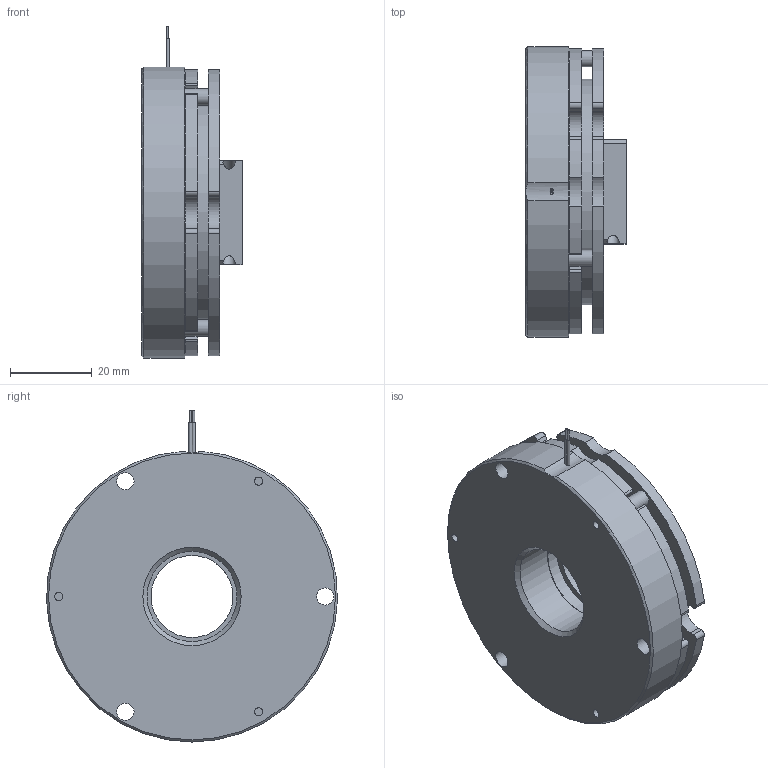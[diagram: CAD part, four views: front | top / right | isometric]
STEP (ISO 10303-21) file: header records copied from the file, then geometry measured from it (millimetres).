
FILE_DESCRIPTION (( 'STEP AP203' ), '1' );
FILE_NAME ('20340 - UTSEB-280-24.7-M20.STEP', '2021-10-08T15:22:19', ( '' ), ( '' ), 'SwSTEP 2.0', 'SolidWorks 2021', '' );
FILE_SCHEMA (( 'CONFIG_CONTROL_DESIGN' ));
Length unit declared in the file: millimetre
Products named in the file (7): 20340 HUB; 20340 ARMATURE; 20340 BACKPLATE; 20340 - UTSEB-280-24.7-M20; 20340 MAGBODY; 20340 FRICTION DISC; 20340 SPACER
Assembly tree (8 placements, depth 2):
  20340 - UTSEB-280-24.7-M20
    20340 MAGBODY
    20340 ARMATURE
    20340 FRICTION DISC
    20340 BACKPLATE
    20340 SPACER  x3
    20340 HUB
Bounding box: 24.5 x 70.97 x 81 mm (x, y, z)
Volume: 62178.4 mm3; surface area: 31520.1 mm2
Topology: 9 solids, 9 shells, 122 faces, 307 edges, 204 vertices
Faces by surface type: cylinder 65, plane 55, cone 2
Full cylindrical faces by diameter (mm): 0.5 x2, 0.762 x2, 2 x6, 3 x2, 4 x3, 4.2 x3, 20 x1, 22 x2, 37 x1, 55 x1
Entity records: 4383 total; most frequent: CARTESIAN_POINT 733, DIRECTION 634, ORIENTED_EDGE 546, EDGE_CURVE 273, AXIS2_PLACEMENT_3D 245, VERTEX_POINT 194, EDGE_LOOP 163, VECTOR 144
